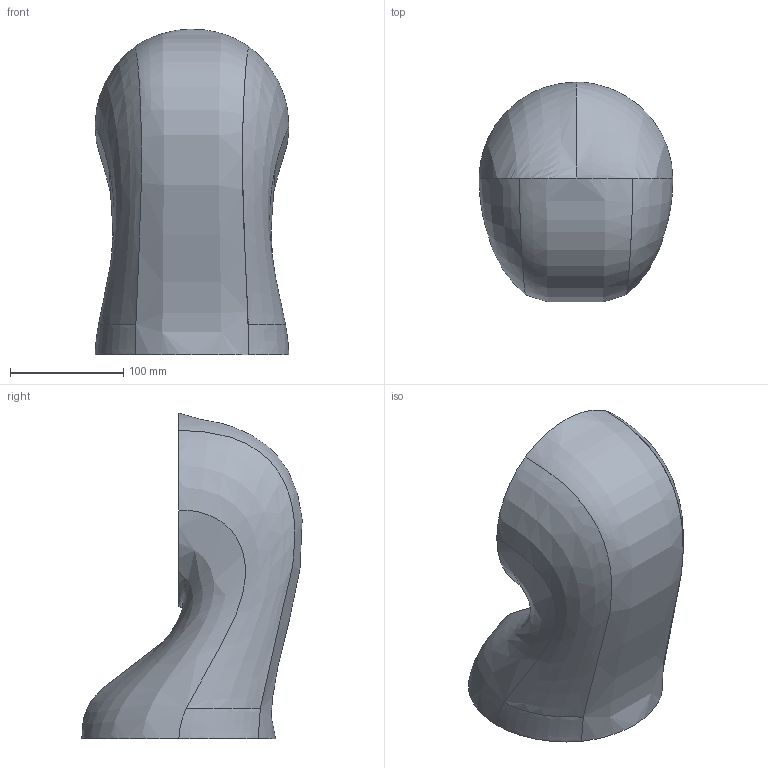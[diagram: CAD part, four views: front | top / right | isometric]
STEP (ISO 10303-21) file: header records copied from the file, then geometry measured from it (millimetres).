
FILE_DESCRIPTION(/* description */ (''),/* implementation_level */ '2;1');
FILE_NAME(/* name */ 'axe_1',/* time_stamp */ '2023-07-27T21:45:36+02:00',/* author */ (''),/* organization */ (''),/* preprocessor_version */ 'ST-DEVELOPER v16.5',/* originating_system */ 'Rhino 7.22',/* authorisation */ '');
FILE_SCHEMA (('CONFIG_CONTROL_DESIGN'));
Length unit declared in the file: millimetre
Products named in the file (1): axe_1
Bounding box: 170.98 x 194.42 x 287.48 mm (x, y, z)
Volume: 4067912.1 mm3; surface area: 162611.6 mm2
Topology: 1 solids, 2 shells, 11 faces, 27 edges, 17 vertices
Faces by surface type: bspline 8, plane 3
Entity records: 3213 total; most frequent: CARTESIAN_POINT 2951, ORIENTED_EDGE 48, EDGE_CURVE 25, B_SPLINE_CURVE_WITH_KNOTS 23, VERTEX_POINT 17, ADVANCED_FACE 11, FACE_OUTER_BOUND 11, EDGE_LOOP 11
